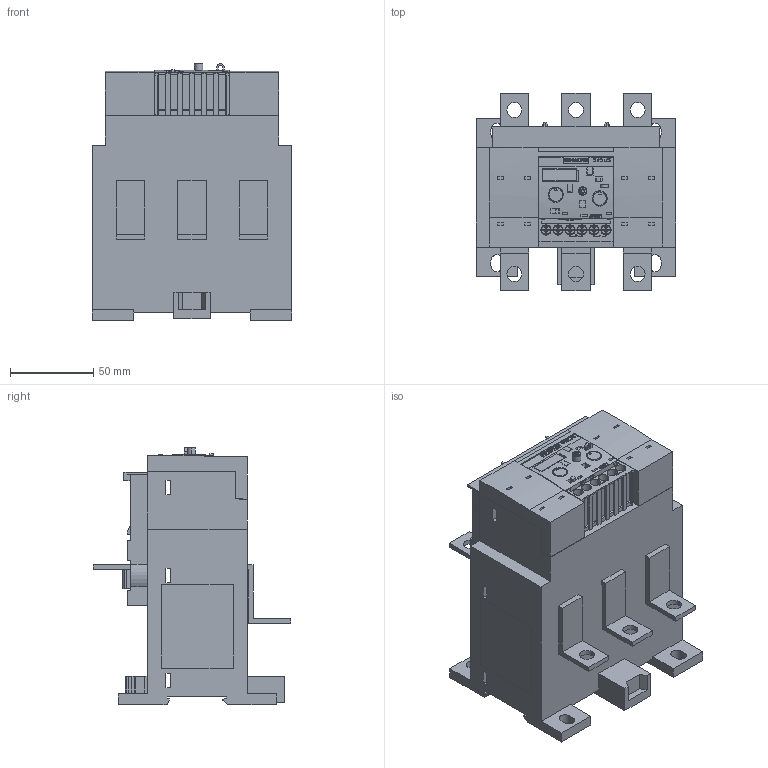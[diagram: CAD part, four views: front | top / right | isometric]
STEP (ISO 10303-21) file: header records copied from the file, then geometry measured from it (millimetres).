
FILE_DESCRIPTION(('STEP AP214'),'1');
FILE_NAME('cctmp_2F851F69-0242-4372-A432-F3A944998F1C_2023_07_18_13_16_35_0113..stp','2023-07-18T11:16:36',('SIEMENS A&D'),('CADClick - www.CADClick.com'),'Spatial InterOp 3D postprocessed',' ','unknown authorization');
FILE_SCHEMA(('AUTOMOTIVE_DESIGN'));
Length unit declared in the file: millimetre
Products named in the file (1): 2023_07_18_13_16_35_0032
Bounding box: 120 x 118.5 x 154.63 mm (x, y, z)
Volume: 987381.4 mm3; surface area: 139800.5 mm2
Topology: 1 solids, 1 shells, 1392 faces, 3993 edges, 2652 vertices
Faces by surface type: plane 1171, cylinder 169, cone 36, torus 16
Entity records: 76481 total; most frequent: CARTESIAN_POINT 8593, STYLED_ITEM 8030, PRESENTATION_STYLE_ASSIGNMENT 8030, ORIENTED_EDGE 7970, DIRECTION 7342, EDGE_CURVE 3985, CURVE_STYLE 3985, DRAUGHTING_PRE_DEFINED_CURVE_FONT 3985
